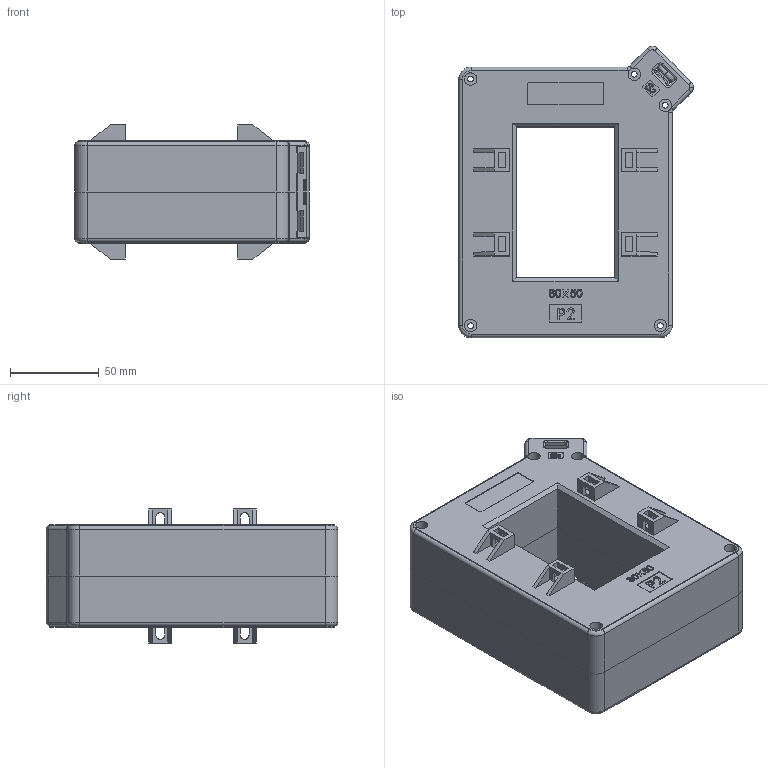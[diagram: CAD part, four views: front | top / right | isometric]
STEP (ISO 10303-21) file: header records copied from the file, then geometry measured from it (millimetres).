
FILE_DESCRIPTION (( 'STEP AP203' ), '1' );
FILE_NAME ('装配体80-50.STEP', '2025-06-17T14:15:47', ( '微软用户' ), ( '微软中国' ), 'SwSTEP 2.0', 'SolidWorks 2020', '' );
FILE_SCHEMA (( 'CONFIG_CONTROL_DESIGN' ));
Length unit declared in the file: millimetre
Products named in the file (8): 諉盄啣-1; 80-50-P2; 縐諶; 猾裔6; 蚾饜极80-50; 肣И璃5x10陔-1; 80-50-P1; 諉盄蹟佪3_ISO 7045 - M5 x 6 - Z --- 6S
Assembly tree (10 placements, depth 2):
  蚾饜极80-50
    80-50-P1
    80-50-P2
    肣И璃5x10陔-1  x2
    縐諶
    諉盄啣-1  x2
    諉盄蹟佪3_ISO 7045 - M5 x 6 - Z --- 6S  x2
    猾裔6
Bounding box: 132.28 x 164.28 x 75.6 mm (x, y, z)
Volume: 197024.9 mm3; surface area: 169072.3 mm2
Topology: 10 solids, 10 shells, 1167 faces, 3107 edges, 2003 vertices
Faces by surface type: plane 658, cylinder 294, bspline 148, torus 47, cone 16, sphere 4
Entity records: 43511 total; most frequent: CARTESIAN_POINT 15753, ORIENTED_EDGE 5826, DIRECTION 5129, EDGE_CURVE 2913, LINE 1939, VECTOR 1939, VERTEX_POINT 1883, AXIS2_PLACEMENT_3D 1595
